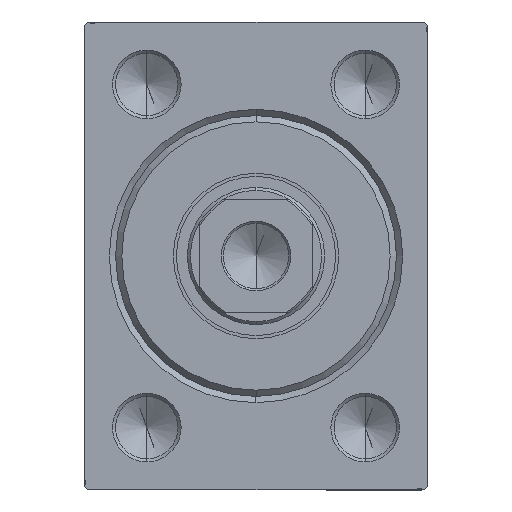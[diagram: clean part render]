
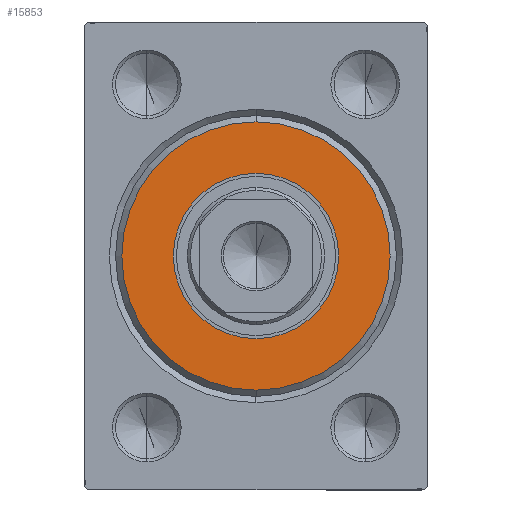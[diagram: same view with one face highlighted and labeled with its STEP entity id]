
A CAD part, left-side view. The second image highlights one B-rep face of the part: STEP entity #15853.
In plain terms, the highlighted face is planar.
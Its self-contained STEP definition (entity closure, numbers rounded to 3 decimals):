
#597 = VERTEX_POINT ( 'NONE', #4875 ) ;
#680 = CARTESIAN_POINT ( 'NONE',  ( 3., 0., 21.5 ) ) ;
#1579 = AXIS2_PLACEMENT_3D ( 'NONE', #36457, #36902, #5268 ) ;
#2592 = DIRECTION ( 'NONE',  ( 1., 0., 0. ) ) ;
#2808 = PLANE ( 'NONE',  #26296 ) ;
#3875 = EDGE_CURVE ( 'NONE', #30887, #10961, #11578, .T. ) ;
#4411 = DIRECTION ( 'NONE',  ( 0., 0., -1. ) ) ;
#4875 = CARTESIAN_POINT ( 'NONE',  ( 3., 0., -13.25 ) ) ;
#5268 = DIRECTION ( 'NONE',  ( 0., 0., -1. ) ) ;
#10656 = DIRECTION ( 'NONE',  ( 0., 0., -1. ) ) ;
#10961 = VERTEX_POINT ( 'NONE', #680 ) ;
#11578 = CIRCLE ( 'NONE', #26841, 21.5 ) ;
#13262 = CARTESIAN_POINT ( 'NONE',  ( 3., 0., 0. ) ) ;
#14473 = CARTESIAN_POINT ( 'NONE',  ( 3., 0., -21.5 ) ) ;
#14692 = EDGE_CURVE ( 'NONE', #597, #37427, #42266, .T. ) ;
#15325 = EDGE_LOOP ( 'NONE', ( #44702, #17835 ) ) ;
#15853 = ADVANCED_FACE ( 'NONE', ( #37189, #33772 ), #2808, .T. ) ;
#16216 = AXIS2_PLACEMENT_3D ( 'NONE', #44149, #19572, #16607 ) ;
#16607 = DIRECTION ( 'NONE',  ( 0., 0., -1. ) ) ;
#16913 = CIRCLE ( 'NONE', #22735, 13.25 ) ;
#17835 = ORIENTED_EDGE ( 'NONE', *, *, #18350, .F. ) ;
#17935 = CARTESIAN_POINT ( 'NONE',  ( 3., 0., 0. ) ) ;
#18350 = EDGE_CURVE ( 'NONE', #37427, #597, #16913, .T. ) ;
#19572 = DIRECTION ( 'NONE',  ( 1., 0., 0. ) ) ;
#21859 = CARTESIAN_POINT ( 'NONE',  ( 3., 0., 13.25 ) ) ;
#22735 = AXIS2_PLACEMENT_3D ( 'NONE', #29215, #42858, #4411 ) ;
#22817 = ORIENTED_EDGE ( 'NONE', *, *, #3875, .T. ) ;
#24771 = DIRECTION ( 'NONE',  ( 1., 0., 0. ) ) ;
#24842 = ORIENTED_EDGE ( 'NONE', *, *, #27948, .T. ) ;
#26296 = AXIS2_PLACEMENT_3D ( 'NONE', #13262, #2592, #38092 ) ;
#26841 = AXIS2_PLACEMENT_3D ( 'NONE', #17935, #24771, #10656 ) ;
#27948 = EDGE_CURVE ( 'NONE', #10961, #30887, #36413, .T. ) ;
#29215 = CARTESIAN_POINT ( 'NONE',  ( 3., 0., 0. ) ) ;
#30887 = VERTEX_POINT ( 'NONE', #14473 ) ;
#33772 = FACE_BOUND ( 'NONE', #15325, .T. ) ;
#34816 = EDGE_LOOP ( 'NONE', ( #24842, #22817 ) ) ;
#36413 = CIRCLE ( 'NONE', #16216, 21.5 ) ;
#36457 = CARTESIAN_POINT ( 'NONE',  ( 3., 0., 0. ) ) ;
#36902 = DIRECTION ( 'NONE',  ( 1., 0., 0. ) ) ;
#37189 = FACE_OUTER_BOUND ( 'NONE', #34816, .T. ) ;
#37427 = VERTEX_POINT ( 'NONE', #21859 ) ;
#38092 = DIRECTION ( 'NONE',  ( 0., 0., -1. ) ) ;
#42266 = CIRCLE ( 'NONE', #1579, 13.25 ) ;
#42858 = DIRECTION ( 'NONE',  ( 1., 0., 0. ) ) ;
#44149 = CARTESIAN_POINT ( 'NONE',  ( 3., 0., 0. ) ) ;
#44702 = ORIENTED_EDGE ( 'NONE', *, *, #14692, .F. ) ;
